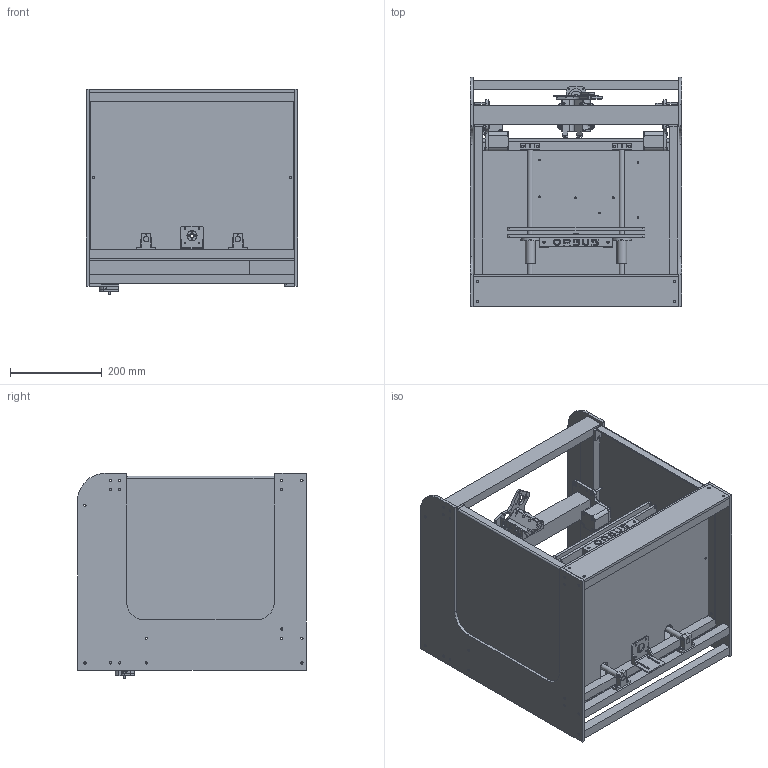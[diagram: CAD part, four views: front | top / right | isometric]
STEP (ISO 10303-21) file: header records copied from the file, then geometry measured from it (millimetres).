
FILE_DESCRIPTION(/* description */ (''),/* implementation_level */ '2;1');
FILE_NAME(/* name */ 'FM 02 v8.step',/* time_stamp */ '2017-02-12T23:46:48-08:00',/* author */ (''),/* organization */ (''),/* preprocessor_version */ 'ST-DEVELOPER v16.5',/* originating_system */ 'Autodesk Translation Framework v5.2.0.2920',/* authorisation */ '');
FILE_SCHEMA (('AUTOMOTIVE_DESIGN { 1 0 10303 214 3 1 1 }'));
Length unit declared in the file: millimetre
Products named in the file (28): FM 02 v8; sk12 v4; sk12 v4_1; sk12 v4_2; sk12 v4_3; 91290A119; Gantry Beam; LMF12LUU v3 v6; Rear Hinge Bar; 1.75 Boden MK7 v14; Nema 17 Mounting Bracket v1; 8MM Lead Screw Nut v3; Gantry Drive v9; Gantry Drive v9_1; 91239A220; 91239A236; 90128A187; Gantry Tensioner; Belt Anchor; Side Pannel; Bottom Tray; 12V 20A Powersupply v1; Component10; Electronics Pannel; Electronics Cover; Modular Head v19; V Head Export v1; Stepper Motor Ebay v4
Assembly tree (57 placements, depth 3):
  FM 02 v8
    sk12 v4
      91290A119
    sk12 v4_1
      91290A119
    sk12 v4_2
      91290A119
    sk12 v4_3
      91290A119
    Gantry Beam
    LMF12LUU v3 v6  x2
    Rear Hinge Bar
    1.75 Boden MK7 v14
      Stepper Motor Ebay v4
    Nema 17 Mounting Bracket v1
    8MM Lead Screw Nut v3
    Gantry Drive v9
      Stepper Motor Ebay v4
      91239A220  x4
      91239A236  x4
      90128A187  x4
    Gantry Drive v9_1
      Stepper Motor Ebay v4
      91239A220  x4
      91239A236  x4
      90128A187  x4
    Gantry Tensioner  x2
    Belt Anchor  x2
    Side Pannel
    Bottom Tray
    12V 20A Powersupply v1
    Component10
    Electronics Pannel
    Electronics Cover
    Modular Head v19
      V Head Export v1
      Stepper Motor Ebay v4
Bounding box: 462.7 x 500 x 448.4 mm (x, y, z)
Volume: 9737753.7 mm3; surface area: 3067863.1 mm2
Topology: 84 solids, 84 shells, 2079 faces, 4952 edges, 3150 vertices
Faces by surface type: plane 955, cylinder 716, cone 220, bspline 122, sphere 48, torus 18
Full cylindrical faces by diameter (mm): 2.3 x4, 2.5 x20, 2.671 x16, 3 x135, 3.2 x4, 3.3 x2, 3.5 x24, 3.961 x8, 4 x12, 4.5 x9, 4.8 x4, 4.929 x6, 5 x103, 5.03 x4, 5.5 x26, 6 x8, 7.5 x8, 8 x1, 9 x4, 9.5 x16, 10 x5, 10.2 x2, 10.3 x1, 11 x1, 12 x4, 14 x2, 21 x4, 22 x4, 22.06 x4, 22.1 x1
Entity records: 43943 total; most frequent: CARTESIAN_POINT 13289, DIRECTION 6105, ORIENTED_EDGE 5748, EDGE_CURVE 2874, AXIS2_PLACEMENT_3D 2230, VERTEX_POINT 2067, EDGE_LOOP 2063, LINE 1645
